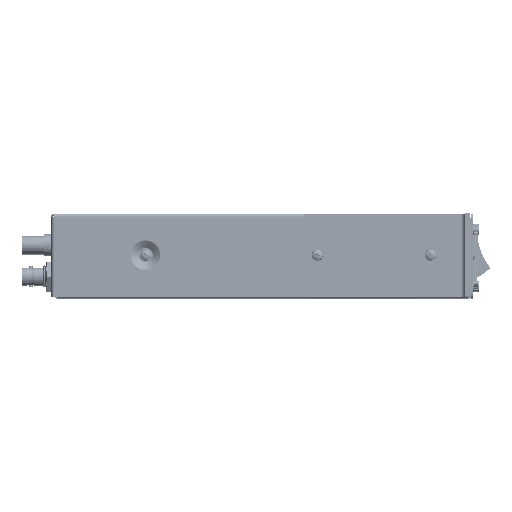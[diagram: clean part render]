
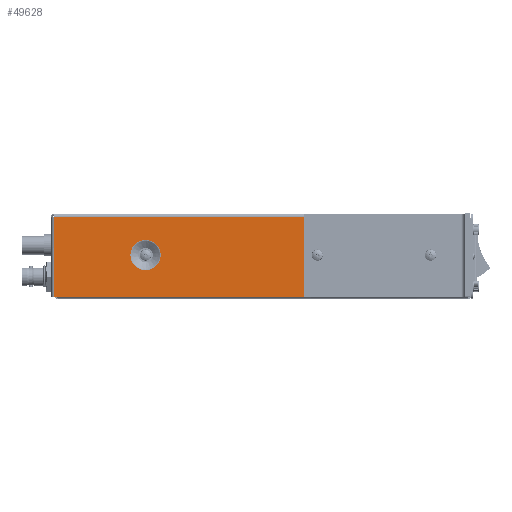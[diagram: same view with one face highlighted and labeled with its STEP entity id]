
A CAD part, top view. The second image highlights one B-rep face of the part: STEP entity #49628.
In plain terms, the highlighted face is planar.
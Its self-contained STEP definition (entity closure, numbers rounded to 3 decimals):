
#990 = AXIS2_PLACEMENT_3D ( 'NONE', #122395, #139913, #125146 ) ;
#2201 = AXIS2_PLACEMENT_3D ( 'NONE', #64068, #63151, #51037 ) ;
#3609 = CIRCLE ( 'NONE', #27300, 8.008 ) ;
#5015 = VERTEX_POINT ( 'NONE', #121335 ) ;
#5196 = CARTESIAN_POINT ( 'NONE',  ( 102.35, 13.142, -61. ) ) ;
#7912 = ORIENTED_EDGE ( 'NONE', *, *, #97144, .T. ) ;
#11143 = DIRECTION ( 'NONE',  ( -1., 0., 0. ) ) ;
#12396 = ORIENTED_EDGE ( 'NONE', *, *, #107726, .T. ) ;
#14411 = LINE ( 'NONE', #115675, #55746 ) ;
#16916 = AXIS2_PLACEMENT_3D ( 'NONE', #102730, #33086, #32167 ) ;
#17950 = EDGE_CURVE ( 'NONE', #104741, #107491, #116435, .T. ) ;
#18520 = EDGE_CURVE ( 'NONE', #77869, #69814, #73381, .T. ) ;
#22341 = VERTEX_POINT ( 'NONE', #176712 ) ;
#22610 = CARTESIAN_POINT ( 'NONE',  ( 102.35, 29.158, 60. ) ) ;
#24160 = ORIENTED_EDGE ( 'NONE', *, *, #17950, .T. ) ;
#24556 = CARTESIAN_POINT ( 'NONE',  ( 102.35, 21.15, 30. ) ) ;
#25971 = DIRECTION ( 'NONE',  ( 0., -1., 0. ) ) ;
#27274 = CARTESIAN_POINT ( 'NONE',  ( 102.35, 43.15, 111. ) ) ;
#27300 = AXIS2_PLACEMENT_3D ( 'NONE', #177404, #175583, #51177 ) ;
#32167 = DIRECTION ( 'NONE',  ( 0., 1., 0. ) ) ;
#32738 = FACE_BOUND ( 'NONE', #165601, .T. ) ;
#33086 = DIRECTION ( 'NONE',  ( 1., 0., 0. ) ) ;
#33665 = EDGE_CURVE ( 'NONE', #109651, #174289, #122896, .T. ) ;
#34205 = CARTESIAN_POINT ( 'NONE',  ( 102.35, 29.158, -61. ) ) ;
#34557 = FACE_BOUND ( 'NONE', #61564, .T. ) ;
#35900 = VECTOR ( 'NONE', #69999, 1000. ) ;
#36181 = VERTEX_POINT ( 'NONE', #106021 ) ;
#40474 = DIRECTION ( 'NONE',  ( -1., 0., 0. ) ) ;
#41704 = EDGE_CURVE ( 'NONE', #69814, #77869, #156620, .T. ) ;
#47585 = CARTESIAN_POINT ( 'NONE',  ( 102.35, 0., 0. ) ) ;
#49628 = ADVANCED_FACE ( 'NONE', ( #158974, #77292, #32738, #34557, #92154 ), #160820, .F. ) ;
#50128 = ORIENTED_EDGE ( 'NONE', *, *, #70371, .F. ) ;
#50546 = ORIENTED_EDGE ( 'NONE', *, *, #93563, .T. ) ;
#51037 = DIRECTION ( 'NONE',  ( 0., -1., 0. ) ) ;
#51177 = DIRECTION ( 'NONE',  ( 0., -1., 0. ) ) ;
#54971 = CARTESIAN_POINT ( 'NONE',  ( 102.35, 43.15, 111. ) ) ;
#55746 = VECTOR ( 'NONE', #172213, 1000. ) ;
#59750 = CARTESIAN_POINT ( 'NONE',  ( 102.35, 21.15, 90. ) ) ;
#61564 = EDGE_LOOP ( 'NONE', ( #50546, #156600 ) ) ;
#62470 = DIRECTION ( 'NONE',  ( 0., -1., 0. ) ) ;
#63151 = DIRECTION ( 'NONE',  ( -1., 0., 0. ) ) ;
#64068 = CARTESIAN_POINT ( 'NONE',  ( 102.35, 21.15, -61. ) ) ;
#68490 = DIRECTION ( 'NONE',  ( 0., 1., 0. ) ) ;
#69814 = VERTEX_POINT ( 'NONE', #151084 ) ;
#69999 = DIRECTION ( 'NONE',  ( 0., 0., 1. ) ) ;
#70286 = LINE ( 'NONE', #139119, #87398 ) ;
#70371 = EDGE_CURVE ( 'NONE', #153638, #5015, #138021, .T. ) ;
#73381 = CIRCLE ( 'NONE', #16916, 2. ) ;
#75437 = EDGE_CURVE ( 'NONE', #36181, #22341, #14411, .T. ) ;
#77292 = FACE_BOUND ( 'NONE', #121696, .T. ) ;
#77869 = VERTEX_POINT ( 'NONE', #131312 ) ;
#78957 = DIRECTION ( 'NONE',  ( 0., -1., 0. ) ) ;
#84440 = CARTESIAN_POINT ( 'NONE',  ( 102.35, 21.15, 60. ) ) ;
#86318 = ORIENTED_EDGE ( 'NONE', *, *, #75437, .F. ) ;
#87398 = VECTOR ( 'NONE', #68490, 1000. ) ;
#88908 = EDGE_LOOP ( 'NONE', ( #170304, #150100 ) ) ;
#89828 = CARTESIAN_POINT ( 'NONE',  ( 102.35, 21.15, -61. ) ) ;
#90671 = CIRCLE ( 'NONE', #161666, 8.008 ) ;
#91239 = DIRECTION ( 'NONE',  ( 0., 1., 0. ) ) ;
#92154 = FACE_OUTER_BOUND ( 'NONE', #100749, .T. ) ;
#93563 = EDGE_CURVE ( 'NONE', #174289, #109651, #3609, .T. ) ;
#97144 = EDGE_CURVE ( 'NONE', #135330, #138723, #90671, .T. ) ;
#97893 = EDGE_CURVE ( 'NONE', #138723, #135330, #150412, .T. ) ;
#98040 = DIRECTION ( 'NONE',  ( 0., -1., 0. ) ) ;
#100749 = EDGE_LOOP ( 'NONE', ( #170066, #24160, #12396, #86318 ) ) ;
#102730 = CARTESIAN_POINT ( 'NONE',  ( 102.35, 21.15, 90. ) ) ;
#103055 = EDGE_CURVE ( 'NONE', #5015, #153638, #161025, .T. ) ;
#104741 = VERTEX_POINT ( 'NONE', #154726 ) ;
#106021 = CARTESIAN_POINT ( 'NONE',  ( 102.35, 0.85, -109.3 ) ) ;
#107491 = VERTEX_POINT ( 'NONE', #54971 ) ;
#107726 = EDGE_CURVE ( 'NONE', #107491, #22341, #176446, .T. ) ;
#109076 = DIRECTION ( 'NONE',  ( 0., 1., 0. ) ) ;
#109397 = AXIS2_PLACEMENT_3D ( 'NONE', #59750, #175695, #91239 ) ;
#109651 = VERTEX_POINT ( 'NONE', #22610 ) ;
#115675 = CARTESIAN_POINT ( 'NONE',  ( 102.35, 0.85, 0. ) ) ;
#116111 = ORIENTED_EDGE ( 'NONE', *, *, #97893, .T. ) ;
#116435 = LINE ( 'NONE', #27274, #35900 ) ;
#118067 = CARTESIAN_POINT ( 'NONE',  ( 102.35, 13.142, 60. ) ) ;
#121335 = CARTESIAN_POINT ( 'NONE',  ( 102.35, 19.15, 30. ) ) ;
#121696 = EDGE_LOOP ( 'NONE', ( #50128, #156317 ) ) ;
#122395 = CARTESIAN_POINT ( 'NONE',  ( 102.35, 21.15, 30. ) ) ;
#122896 = CIRCLE ( 'NONE', #143623, 8.008 ) ;
#125146 = DIRECTION ( 'NONE',  ( 0., 1., 0. ) ) ;
#129154 = AXIS2_PLACEMENT_3D ( 'NONE', #24556, #179597, #109076 ) ;
#131312 = CARTESIAN_POINT ( 'NONE',  ( 102.35, 23.15, 90. ) ) ;
#135330 = VERTEX_POINT ( 'NONE', #5196 ) ;
#138021 = CIRCLE ( 'NONE', #129154, 2. ) ;
#138723 = VERTEX_POINT ( 'NONE', #34205 ) ;
#139119 = CARTESIAN_POINT ( 'NONE',  ( 102.35, 0.85, -109.3 ) ) ;
#139913 = DIRECTION ( 'NONE',  ( 1., 0., 0. ) ) ;
#143623 = AXIS2_PLACEMENT_3D ( 'NONE', #84440, #11143, #25971 ) ;
#143761 = CARTESIAN_POINT ( 'NONE',  ( 102.35, 23.15, 30. ) ) ;
#149546 = CARTESIAN_POINT ( 'NONE',  ( 102.35, 0., 111. ) ) ;
#150100 = ORIENTED_EDGE ( 'NONE', *, *, #41704, .F. ) ;
#150412 = CIRCLE ( 'NONE', #2201, 8.008 ) ;
#151084 = CARTESIAN_POINT ( 'NONE',  ( 102.35, 19.15, 90. ) ) ;
#153638 = VERTEX_POINT ( 'NONE', #143761 ) ;
#154726 = CARTESIAN_POINT ( 'NONE',  ( 102.35, 43.15, -109.3 ) ) ;
#156317 = ORIENTED_EDGE ( 'NONE', *, *, #103055, .F. ) ;
#156600 = ORIENTED_EDGE ( 'NONE', *, *, #33665, .T. ) ;
#156620 = CIRCLE ( 'NONE', #109397, 2. ) ;
#158974 = FACE_BOUND ( 'NONE', #88908, .T. ) ;
#160820 = PLANE ( 'NONE',  #177133 ) ;
#161025 = CIRCLE ( 'NONE', #990, 2. ) ;
#161666 = AXIS2_PLACEMENT_3D ( 'NONE', #89828, #40474, #98040 ) ;
#165601 = EDGE_LOOP ( 'NONE', ( #7912, #116111 ) ) ;
#170066 = ORIENTED_EDGE ( 'NONE', *, *, #182769, .T. ) ;
#170304 = ORIENTED_EDGE ( 'NONE', *, *, #18520, .F. ) ;
#172213 = DIRECTION ( 'NONE',  ( 0., 0., 1. ) ) ;
#173308 = VECTOR ( 'NONE', #78957, 1000. ) ;
#174289 = VERTEX_POINT ( 'NONE', #118067 ) ;
#174745 = DIRECTION ( 'NONE',  ( -1., 0., 0. ) ) ;
#175583 = DIRECTION ( 'NONE',  ( -1., 0., 0. ) ) ;
#175695 = DIRECTION ( 'NONE',  ( 1., 0., 0. ) ) ;
#176446 = LINE ( 'NONE', #149546, #173308 ) ;
#176712 = CARTESIAN_POINT ( 'NONE',  ( 102.35, 0.85, 111. ) ) ;
#177133 = AXIS2_PLACEMENT_3D ( 'NONE', #47585, #174745, #62470 ) ;
#177404 = CARTESIAN_POINT ( 'NONE',  ( 102.35, 21.15, 60. ) ) ;
#179597 = DIRECTION ( 'NONE',  ( 1., 0., 0. ) ) ;
#182769 = EDGE_CURVE ( 'NONE', #36181, #104741, #70286, .T. ) ;
